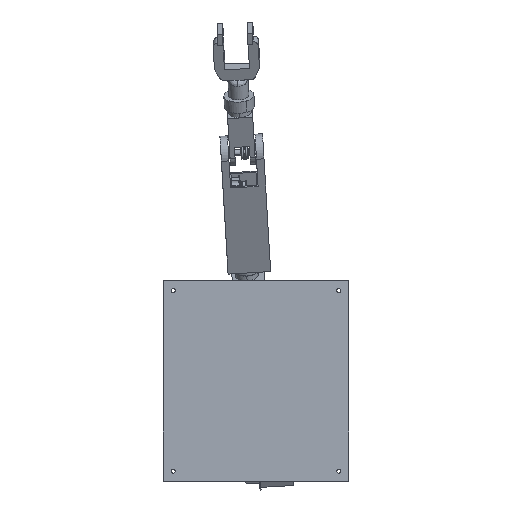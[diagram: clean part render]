
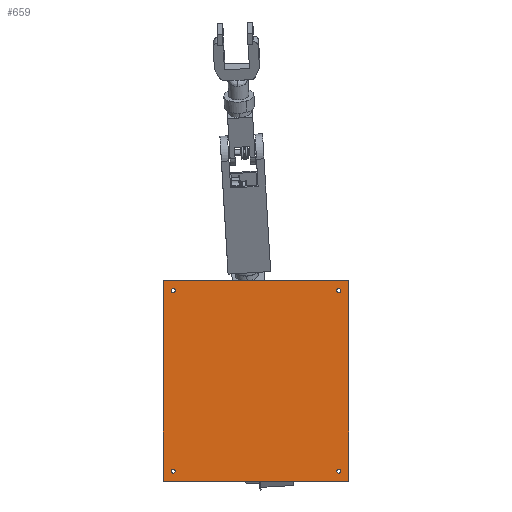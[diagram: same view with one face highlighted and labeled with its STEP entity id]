
A CAD part, front view. The second image highlights one B-rep face of the part: STEP entity #659.
In plain terms, the highlighted planar face has unit normal (0, -1, 0).
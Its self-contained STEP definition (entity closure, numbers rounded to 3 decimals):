
#2=DIRECTION('',(0.,0.,1.));
#3=VECTOR('',#2,400.);
#4=CARTESIAN_POINT('',(-185.,0.,-200.));
#5=LINE('',#4,#3);
#6=DIRECTION('',(1.,0.,0.));
#7=VECTOR('',#6,370.);
#8=CARTESIAN_POINT('',(-185.,0.,200.));
#9=LINE('',#8,#7);
#10=DIRECTION('',(0.,0.,-1.));
#11=VECTOR('',#10,400.);
#12=CARTESIAN_POINT('',(185.,0.,200.));
#13=LINE('',#12,#11);
#14=DIRECTION('',(-1.,0.,0.));
#15=VECTOR('',#14,370.);
#16=CARTESIAN_POINT('',(185.,0.,-200.));
#17=LINE('',#16,#15);
#18=CARTESIAN_POINT('',(-165.,0.,180.));
#19=DIRECTION('',(0.,1.,0.));
#20=DIRECTION('',(1.,0.,0.));
#21=AXIS2_PLACEMENT_3D('',#18,#19,#20);
#23=CARTESIAN_POINT('',(-165.,0.,180.));
#24=DIRECTION('',(0.,1.,0.));
#25=DIRECTION('',(-1.,0.,0.));
#26=AXIS2_PLACEMENT_3D('',#23,#24,#25);
#28=CARTESIAN_POINT('',(165.,0.,180.));
#29=DIRECTION('',(0.,1.,0.));
#30=DIRECTION('',(1.,0.,0.));
#31=AXIS2_PLACEMENT_3D('',#28,#29,#30);
#33=CARTESIAN_POINT('',(165.,0.,180.));
#34=DIRECTION('',(0.,1.,0.));
#35=DIRECTION('',(-1.,0.,0.));
#36=AXIS2_PLACEMENT_3D('',#33,#34,#35);
#38=CARTESIAN_POINT('',(-165.,0.,-180.));
#39=DIRECTION('',(0.,1.,0.));
#40=DIRECTION('',(1.,0.,0.));
#41=AXIS2_PLACEMENT_3D('',#38,#39,#40);
#43=CARTESIAN_POINT('',(-165.,0.,-180.));
#44=DIRECTION('',(0.,1.,0.));
#45=DIRECTION('',(-1.,0.,0.));
#46=AXIS2_PLACEMENT_3D('',#43,#44,#45);
#48=CARTESIAN_POINT('',(165.,0.,-180.));
#49=DIRECTION('',(0.,1.,0.));
#50=DIRECTION('',(1.,0.,0.));
#51=AXIS2_PLACEMENT_3D('',#48,#49,#50);
#53=CARTESIAN_POINT('',(165.,0.,-180.));
#54=DIRECTION('',(0.,1.,0.));
#55=DIRECTION('',(-1.,0.,0.));
#56=AXIS2_PLACEMENT_3D('',#53,#54,#55);
#480=CARTESIAN_POINT('',(-185.,0.,-200.));
#481=CARTESIAN_POINT('',(-185.,0.,200.));
#482=VERTEX_POINT('',#480);
#483=VERTEX_POINT('',#481);
#484=CARTESIAN_POINT('',(185.,0.,200.));
#485=VERTEX_POINT('',#484);
#486=CARTESIAN_POINT('',(185.,0.,-200.));
#487=VERTEX_POINT('',#486);
#496=CARTESIAN_POINT('',(-161.,0.,180.));
#497=CARTESIAN_POINT('',(-169.,0.,180.));
#498=VERTEX_POINT('',#496);
#499=VERTEX_POINT('',#497);
#500=CARTESIAN_POINT('',(169.,0.,180.));
#501=CARTESIAN_POINT('',(161.,0.,180.));
#502=VERTEX_POINT('',#500);
#503=VERTEX_POINT('',#501);
#512=CARTESIAN_POINT('',(-161.,0.,-180.));
#513=CARTESIAN_POINT('',(-169.,0.,-180.));
#514=VERTEX_POINT('',#512);
#515=VERTEX_POINT('',#513);
#516=CARTESIAN_POINT('',(169.,0.,-180.));
#517=CARTESIAN_POINT('',(161.,0.,-180.));
#518=VERTEX_POINT('',#516);
#519=VERTEX_POINT('',#517);
#620=CARTESIAN_POINT('',(0.,0.,0.));
#621=DIRECTION('',(0.,1.,0.));
#622=DIRECTION('',(1.,0.,0.));
#623=AXIS2_PLACEMENT_3D('',#620,#621,#622);
#624=PLANE('',#623);
#626=ORIENTED_EDGE('',*,*,#625,.T.);
#628=ORIENTED_EDGE('',*,*,#627,.T.);
#630=ORIENTED_EDGE('',*,*,#629,.T.);
#632=ORIENTED_EDGE('',*,*,#631,.T.);
#633=EDGE_LOOP('',(#626,#628,#630,#632));
#634=FACE_OUTER_BOUND('',#633,.F.);
#636=ORIENTED_EDGE('',*,*,#635,.F.);
#638=ORIENTED_EDGE('',*,*,#637,.F.);
#639=EDGE_LOOP('',(#636,#638));
#640=FACE_BOUND('',#639,.F.);
#642=ORIENTED_EDGE('',*,*,#641,.F.);
#644=ORIENTED_EDGE('',*,*,#643,.F.);
#645=EDGE_LOOP('',(#642,#644));
#646=FACE_BOUND('',#645,.F.);
#648=ORIENTED_EDGE('',*,*,#647,.F.);
#650=ORIENTED_EDGE('',*,*,#649,.F.);
#651=EDGE_LOOP('',(#648,#650));
#652=FACE_BOUND('',#651,.F.);
#654=ORIENTED_EDGE('',*,*,#653,.F.);
#656=ORIENTED_EDGE('',*,*,#655,.F.);
#657=EDGE_LOOP('',(#654,#656));
#658=FACE_BOUND('',#657,.F.);
#659=ADVANCED_FACE('',(#634,#640,#646,#652,#658),#624,.F.);
#22=CIRCLE('',#21,4.);
#27=CIRCLE('',#26,4.);
#32=CIRCLE('',#31,4.);
#37=CIRCLE('',#36,4.);
#42=CIRCLE('',#41,4.);
#47=CIRCLE('',#46,4.);
#52=CIRCLE('',#51,4.);
#57=CIRCLE('',#56,4.);
#625=EDGE_CURVE('',#482,#483,#5,.T.);
#627=EDGE_CURVE('',#483,#485,#9,.T.);
#629=EDGE_CURVE('',#485,#487,#13,.T.);
#631=EDGE_CURVE('',#487,#482,#17,.T.);
#635=EDGE_CURVE('',#498,#499,#22,.T.);
#637=EDGE_CURVE('',#499,#498,#27,.T.);
#641=EDGE_CURVE('',#502,#503,#32,.T.);
#643=EDGE_CURVE('',#503,#502,#37,.T.);
#647=EDGE_CURVE('',#514,#515,#42,.T.);
#649=EDGE_CURVE('',#515,#514,#47,.T.);
#653=EDGE_CURVE('',#518,#519,#52,.T.);
#655=EDGE_CURVE('',#519,#518,#57,.T.);
